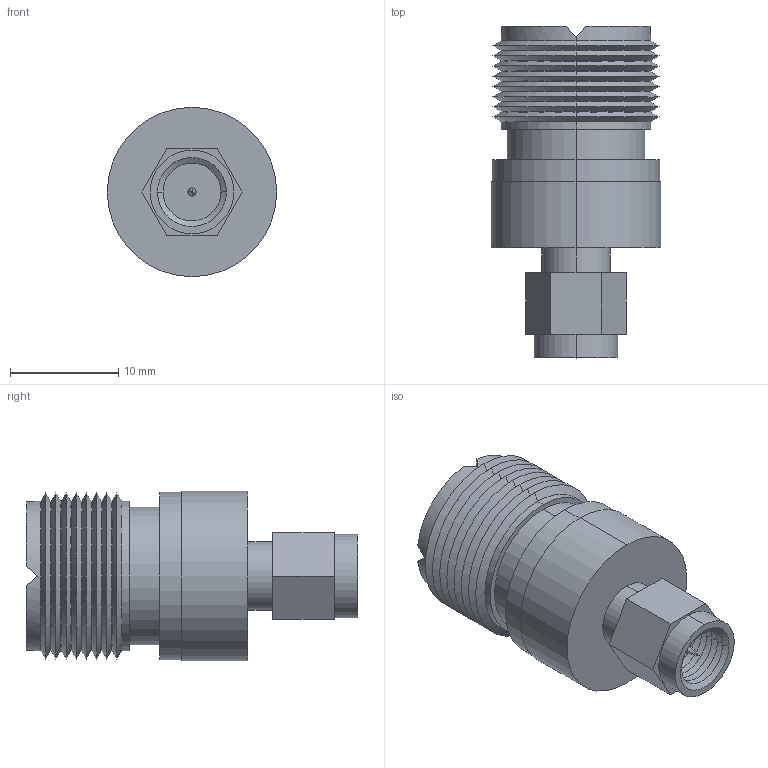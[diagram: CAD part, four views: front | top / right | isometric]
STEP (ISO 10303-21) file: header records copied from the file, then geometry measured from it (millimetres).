
FILE_DESCRIPTION (( 'STEP AP203' ), '1' );
FILE_NAME ('BA27.STEP', '2006-06-30T20:19:53', ( ' ' ), ( ' ' ), 'SwSTEP 2.0', 'SolidWorks 2005354', '' );
FILE_SCHEMA (( 'CONFIG_CONTROL_DESIGN' ));
Length unit declared in the file: inch
Products named in the file (1): BA27
Bounding box: 15.62 x 30.61 x 15.62 mm (x, y, z)
Volume: 3501.7 mm3; surface area: 2320.2 mm2
Topology: 1 solids, 1 shells, 136 faces, 300 edges, 176 vertices
Faces by surface type: cone 62, cylinder 44, plane 30
Entity records: 4185 total; most frequent: CARTESIAN_POINT 1141, DIRECTION 648, ORIENTED_EDGE 600, EDGE_CURVE 300, AXIS2_PLACEMENT_3D 259, VERTEX_POINT 176, EDGE_LOOP 146, ADVANCED_FACE 136
